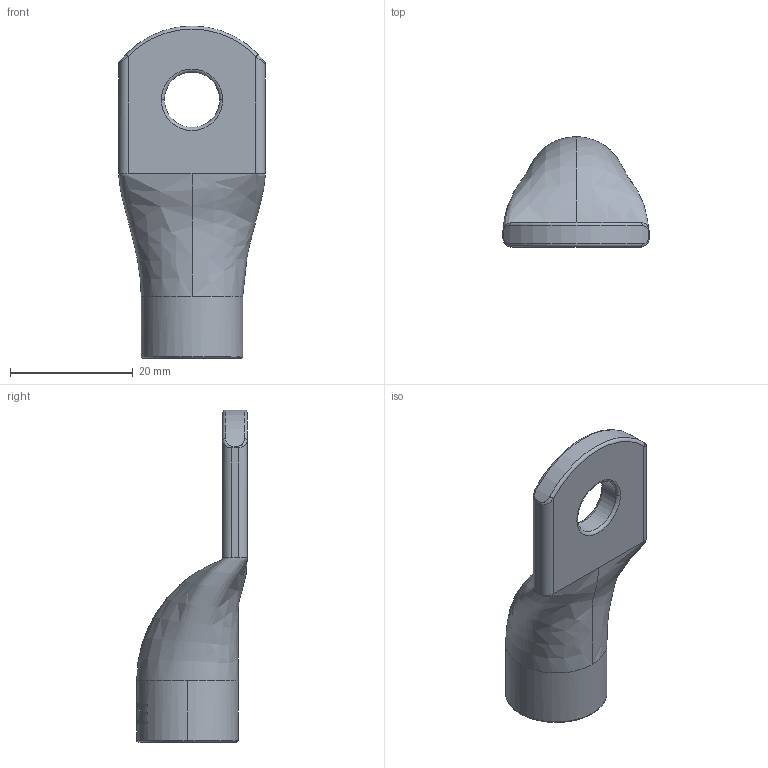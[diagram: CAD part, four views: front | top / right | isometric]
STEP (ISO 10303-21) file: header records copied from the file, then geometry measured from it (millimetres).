
FILE_DESCRIPTION (( 'STEP AP214' ), '1' );
FILE_NAME ('LUG-MAGNA_6420E_20AWG_.31IN.STEP', '2017-04-03T18:45:48', ( '' ), ( '' ), 'SwSTEP 2.0', 'SolidWorks 2017', '' );
FILE_SCHEMA (( 'AUTOMOTIVE_DESIGN' ));
Length unit declared in the file: millimetre
Products named in the file (1): LUG-MAGNA_6420E_20AWG_.31IN
Bounding box: 23.8 x 18 x 54 mm (x, y, z)
Volume: 6346 mm3; surface area: 3582.1 mm2
Topology: 1 solids, 1 shells, 130 faces, 329 edges, 214 vertices
Faces by surface type: bspline 75, plane 24, cylinder 21, torus 8, cone 2
Entity records: 11759 total; most frequent: CARTESIAN_POINT 8534, ORIENTED_EDGE 658, EDGE_CURVE 329, DIRECTION 255, B_SPLINE_CURVE_WITH_KNOTS 222, VERTEX_POINT 214, EDGE_LOOP 145, ADVANCED_FACE 130
